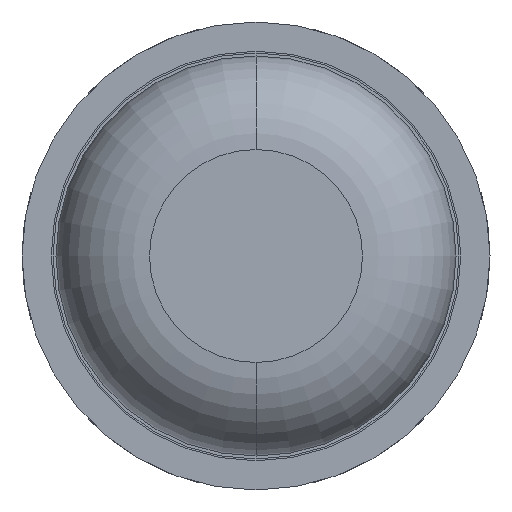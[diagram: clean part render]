
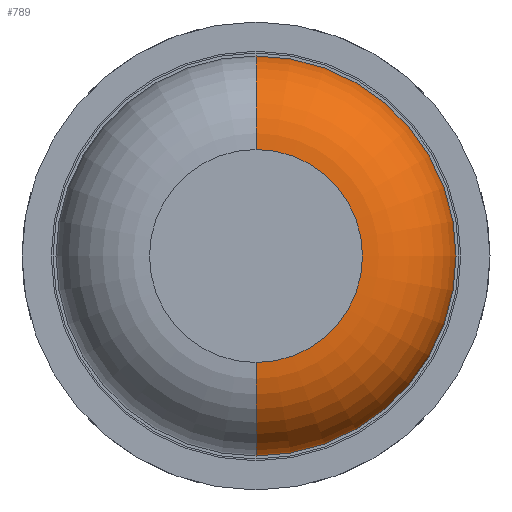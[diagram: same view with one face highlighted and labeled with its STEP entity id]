
A CAD part, front view. The second image highlights one B-rep face of the part: STEP entity #789.
In plain terms, the highlighted toroidal (fillet/blend) face has major radius 0.91 mm and minor radius 0.8 mm.
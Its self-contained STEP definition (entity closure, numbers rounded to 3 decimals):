
#15 = DIRECTION ( 'NONE',  ( -1., 0., 0. ) ) ;
#59 = VERTEX_POINT ( 'NONE', #2978 ) ;
#213 = DIRECTION ( 'NONE',  ( 0., 0., -1. ) ) ;
#468 = CARTESIAN_POINT ( 'NONE',  ( 0., -29.2, -1.71 ) ) ;
#511 = AXIS2_PLACEMENT_3D ( 'NONE', #2555, #2890, #2221 ) ;
#554 = DIRECTION ( 'NONE',  ( 1., 0., 0. ) ) ;
#575 = DIRECTION ( 'NONE',  ( 0., 0., 1. ) ) ;
#789 = ADVANCED_FACE ( 'Defeature ausgef�hrt1_10', ( #1234 ), #1390, .T. ) ;
#821 = VERTEX_POINT ( 'NONE', #1962 ) ;
#825 = CIRCLE ( 'NONE', #2522, 1.71 ) ;
#1052 = AXIS2_PLACEMENT_3D ( 'NONE', #4013, #554, #213 ) ;
#1180 = CARTESIAN_POINT ( 'NONE',  ( 0., -29.2, 0. ) ) ;
#1234 = FACE_OUTER_BOUND ( 'NONE', #3988, .T. ) ;
#1390 = TOROIDAL_SURFACE ( 'NONE', #511, 0.91, 0.8 ) ;
#1572 = DIRECTION ( 'NONE',  ( 0., 0., 1. ) ) ;
#1709 = EDGE_CURVE ( 'NONE', #3588, #3518, #2942, .T. ) ;
#1792 = CIRCLE ( 'NONE', #2471, 0.8 ) ;
#1801 = DIRECTION ( 'NONE',  ( 0., 1., 0. ) ) ;
#1905 = CARTESIAN_POINT ( 'NONE',  ( 0., -29.2, 0.91 ) ) ;
#1927 = ORIENTED_EDGE ( 'NONE', *, *, #2922, .F. ) ;
#1962 = CARTESIAN_POINT ( 'NONE',  ( 0., -30., 0.91 ) ) ;
#2037 = ORIENTED_EDGE ( 'NONE', *, *, #3112, .F. ) ;
#2104 = EDGE_CURVE ( 'Defeature ausgef�hrt1_2+Defeature ausgef�hrt1_10+Defeature ausgef�hrt1_10+Defeature ausgef�hrt1_10', #59, #3518, #825, .T. ) ;
#2221 = DIRECTION ( 'NONE',  ( 0., 0., 1. ) ) ;
#2462 = DIRECTION ( 'NONE',  ( 0., -1., 0. ) ) ;
#2471 = AXIS2_PLACEMENT_3D ( 'NONE', #1905, #15, #1572 ) ;
#2522 = AXIS2_PLACEMENT_3D ( 'NONE', #1180, #1801, #575 ) ;
#2555 = CARTESIAN_POINT ( 'NONE',  ( 0., -29.2, 0. ) ) ;
#2857 = CARTESIAN_POINT ( 'NONE',  ( 0., -30., -0.91 ) ) ;
#2890 = DIRECTION ( 'NONE',  ( 0., 1., 0. ) ) ;
#2922 = EDGE_CURVE ( 'NONE', #821, #59, #1792, .T. ) ;
#2942 = CIRCLE ( 'NONE', #1052, 0.8 ) ;
#2978 = CARTESIAN_POINT ( 'NONE',  ( 0., -29.2, 1.71 ) ) ;
#3049 = AXIS2_PLACEMENT_3D ( 'NONE', #4034, #2462, #3718 ) ;
#3112 = EDGE_CURVE ( 'Defeature ausgef�hrt1_0+Defeature ausgef�hrt1_10+Defeature ausgef�hrt1_10+Defeature ausgef�hrt1_10', #3588, #821, #3859, .T. ) ;
#3464 = ORIENTED_EDGE ( 'NONE', *, *, #1709, .T. ) ;
#3518 = VERTEX_POINT ( 'NONE', #468 ) ;
#3588 = VERTEX_POINT ( 'NONE', #2857 ) ;
#3596 = ORIENTED_EDGE ( 'NONE', *, *, #2104, .F. ) ;
#3718 = DIRECTION ( 'NONE',  ( 0., 0., 1. ) ) ;
#3859 = CIRCLE ( 'NONE', #3049, 0.91 ) ;
#3988 = EDGE_LOOP ( 'NONE', ( #2037, #3464, #3596, #1927 ) ) ;
#4013 = CARTESIAN_POINT ( 'NONE',  ( 0., -29.2, -0.91 ) ) ;
#4034 = CARTESIAN_POINT ( 'NONE',  ( 0., -30., 0. ) ) ;
